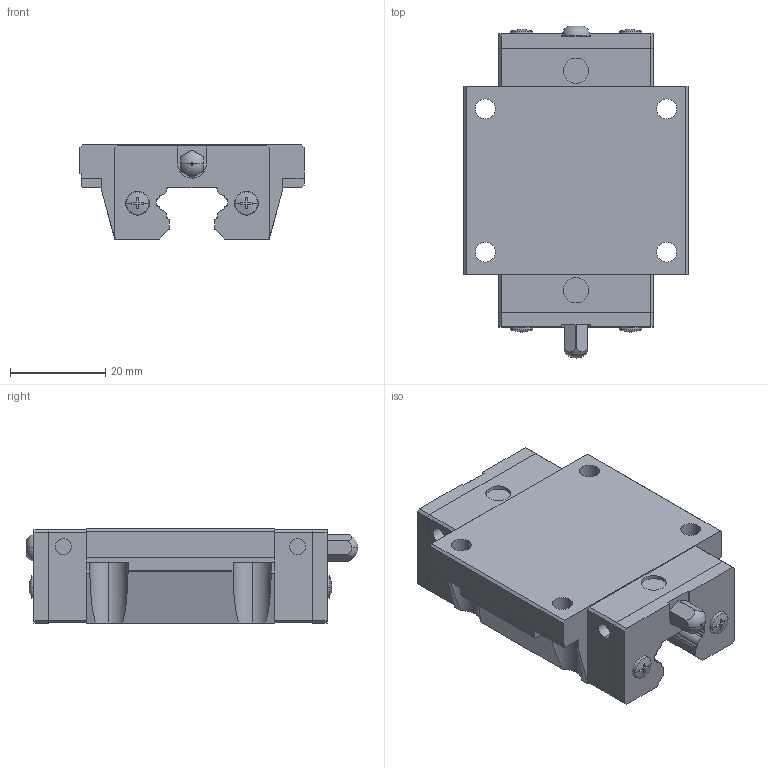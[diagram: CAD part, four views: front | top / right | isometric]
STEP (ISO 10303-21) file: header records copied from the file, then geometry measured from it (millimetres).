
FILE_DESCRIPTION(('STEP AP214'),'1');
FILE_NAME('cctmp_C9AF7B53-2984-4DB7-9470-C0CD7F74246C_2020_4_23_14_57_41_387..stp','2020-04-23T12:57:41',('HIWIN GmbH'),('CADClick - www.CADClick.com'),'Spatial InterOp 3D',' ','unknown authorization');
FILE_SCHEMA(('AUTOMOTIVE_DESIGN'));
Length unit declared in the file: millimetre
Products named in the file (1): HGW15CCZ0H_FILE
Bounding box: 47 x 69.56 x 19.7 mm (x, y, z)
Volume: 35990.1 mm3; surface area: 11336.6 mm2
Topology: 1 solids, 5 shells, 316 faces, 849 edges, 559 vertices
Faces by surface type: plane 182, cylinder 110, cone 20, sphere 2, torus 2
Entity records: 12432 total; most frequent: CARTESIAN_POINT 1885, ORIENTED_EDGE 1698, DIRECTION 1658, EDGE_CURVE 849, VERTEX_POINT 559, AXIS2_PLACEMENT_3D 556, LINE 546, VECTOR 546
